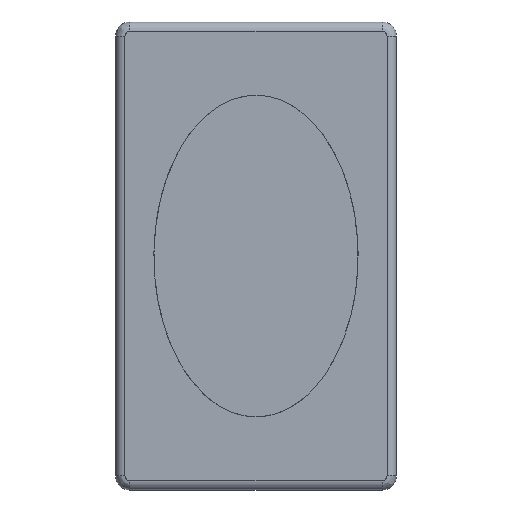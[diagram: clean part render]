
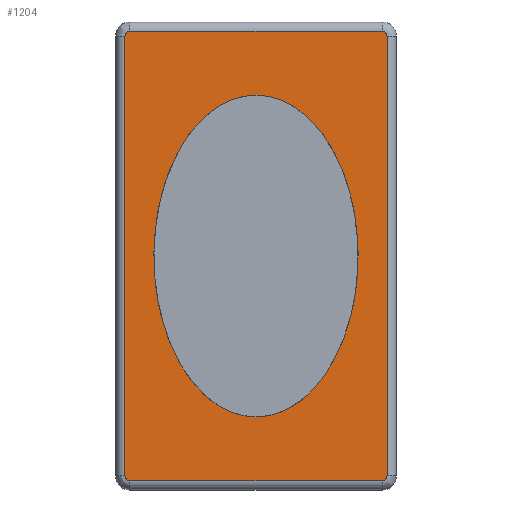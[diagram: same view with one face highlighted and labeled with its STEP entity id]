
A CAD part, front view. The second image highlights one B-rep face of the part: STEP entity #1204.
In plain terms, the highlighted planar face has unit normal (0, -1, 0).
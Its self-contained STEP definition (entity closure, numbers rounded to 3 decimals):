
#16=ELLIPSE('',#1300,34.359,21.811);
#24=FACE_BOUND('',#177,.T.);
#44=PLANE('',#1330);
#107=FACE_OUTER_BOUND('',#176,.T.);
#176=EDGE_LOOP('',(#980,#981,#982,#983,#984,#985,#986,#987));
#177=EDGE_LOOP('',(#988));
#267=LINE('',#1925,#388);
#268=LINE('',#1944,#389);
#270=LINE('',#1964,#391);
#272=LINE('',#1984,#393);
#388=VECTOR('',#1545,10.);
#389=VECTOR('',#1556,10.);
#391=VECTOR('',#1568,10.);
#393=VECTOR('',#1580,10.);
#479=CIRCLE('',#1306,1.);
#483=CIRCLE('',#1311,1.);
#487=CIRCLE('',#1316,1.);
#491=CIRCLE('',#1321,1.);
#564=VERTEX_POINT('',#1913);
#565=VERTEX_POINT('',#1918);
#568=VERTEX_POINT('',#1923);
#570=VERTEX_POINT('',#1936);
#572=VERTEX_POINT('',#1942);
#574=VERTEX_POINT('',#1956);
#576=VERTEX_POINT('',#1962);
#578=VERTEX_POINT('',#1976);
#580=VERTEX_POINT('',#1982);
#703=EDGE_CURVE('',#564,#564,#16,.T.);
#707=EDGE_CURVE('',#568,#565,#267,.T.);
#709=EDGE_CURVE('',#570,#568,#479,.T.);
#712=EDGE_CURVE('',#572,#570,#268,.T.);
#715=EDGE_CURVE('',#574,#572,#483,.T.);
#718=EDGE_CURVE('',#576,#574,#270,.T.);
#721=EDGE_CURVE('',#578,#576,#487,.T.);
#724=EDGE_CURVE('',#580,#578,#272,.T.);
#727=EDGE_CURVE('',#565,#580,#491,.T.);
#980=ORIENTED_EDGE('',*,*,#707,.F.);
#981=ORIENTED_EDGE('',*,*,#709,.F.);
#982=ORIENTED_EDGE('',*,*,#712,.F.);
#983=ORIENTED_EDGE('',*,*,#715,.F.);
#984=ORIENTED_EDGE('',*,*,#718,.F.);
#985=ORIENTED_EDGE('',*,*,#721,.F.);
#986=ORIENTED_EDGE('',*,*,#724,.F.);
#987=ORIENTED_EDGE('',*,*,#727,.F.);
#988=ORIENTED_EDGE('',*,*,#703,.T.);
#1204=ADVANCED_FACE('',(#107,#24),#44,.F.);
#1300=AXIS2_PLACEMENT_3D('',#1915,#1534,#1535);
#1306=AXIS2_PLACEMENT_3D('',#1938,#1548,#1549);
#1311=AXIS2_PLACEMENT_3D('',#1958,#1560,#1561);
#1316=AXIS2_PLACEMENT_3D('',#1978,#1572,#1573);
#1321=AXIS2_PLACEMENT_3D('',#1996,#1584,#1585);
#1330=AXIS2_PLACEMENT_3D('',#2023,#1611,#1612);
#1534=DIRECTION('center_axis',(0.,1.,0.));
#1535=DIRECTION('ref_axis',(0.,0.,1.));
#1545=DIRECTION('',(0.,0.,-1.));
#1548=DIRECTION('center_axis',(0.,1.,0.));
#1549=DIRECTION('ref_axis',(0.707,0.,0.707));
#1556=DIRECTION('',(1.,0.,0.));
#1560=DIRECTION('center_axis',(0.,1.,0.));
#1561=DIRECTION('ref_axis',(-0.707,0.,0.707));
#1568=DIRECTION('',(0.,0.,1.));
#1572=DIRECTION('center_axis',(0.,1.,0.));
#1573=DIRECTION('ref_axis',(-0.707,0.,-0.707));
#1580=DIRECTION('',(-1.,0.,0.));
#1584=DIRECTION('center_axis',(0.,1.,0.));
#1585=DIRECTION('ref_axis',(0.707,0.,-0.707));
#1611=DIRECTION('center_axis',(0.,1.,0.));
#1612=DIRECTION('ref_axis',(1.,0.,0.));
#1913=CARTESIAN_POINT('',(30.,0.,15.641));
#1915=CARTESIAN_POINT('Origin',(30.,0.,50.));
#1918=CARTESIAN_POINT('',(58.,0.,3.));
#1923=CARTESIAN_POINT('',(58.,0.,97.));
#1925=CARTESIAN_POINT('',(58.,0.,75.));
#1936=CARTESIAN_POINT('',(57.,0.,98.));
#1938=CARTESIAN_POINT('Origin',(57.,0.,97.));
#1942=CARTESIAN_POINT('',(3.,0.,98.));
#1944=CARTESIAN_POINT('',(15.,0.,98.));
#1956=CARTESIAN_POINT('',(2.,0.,97.));
#1958=CARTESIAN_POINT('Origin',(3.,0.,97.));
#1962=CARTESIAN_POINT('',(2.,0.,3.));
#1964=CARTESIAN_POINT('',(2.,0.,25.));
#1976=CARTESIAN_POINT('',(3.,0.,2.));
#1978=CARTESIAN_POINT('Origin',(3.,0.,3.));
#1982=CARTESIAN_POINT('',(57.,0.,2.));
#1984=CARTESIAN_POINT('',(45.,0.,2.));
#1996=CARTESIAN_POINT('Origin',(57.,0.,3.));
#2023=CARTESIAN_POINT('Origin',(30.,0.,50.));
